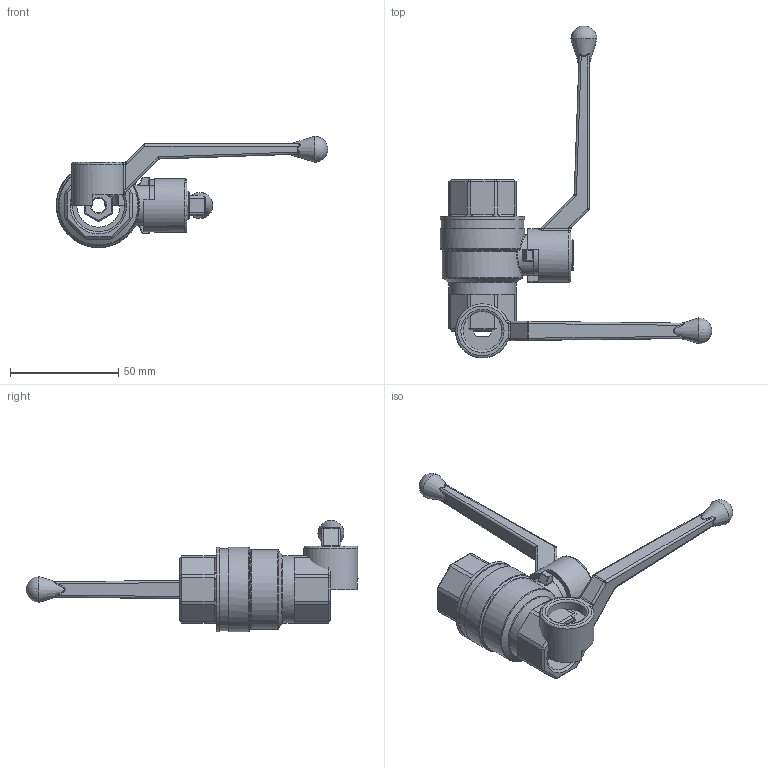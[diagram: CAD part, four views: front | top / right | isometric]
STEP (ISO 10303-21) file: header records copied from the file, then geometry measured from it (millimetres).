
FILE_DESCRIPTION( ( 'Unknown' ), '1' );
FILE_NAME( '2.280.020.stp', 'Unknown', ( 'Unknown' ), ( 'Unknown' ), 'PSStep 13.0', 'Unknown', ' ' );
FILE_SCHEMA( ( 'AUTOMOTIVE_DESIGN { 1 0 10303 214 1 1 1 1 }' ) );
Length unit declared in the file: millimetre
Products named in the file (4): Assem1; Alu-Hebel 3_4 - 1; M8; 2.280.020
Bounding box: 125.46 x 153.44 x 51.5 mm (x, y, z)
Volume: 109833.8 mm3; surface area: 42387.4 mm2
Topology: 6 solids, 6 shells, 532 faces, 1262 edges, 726 vertices
Faces by surface type: plane 278, cylinder 120, bspline 66, sphere 26, torus 24, cone 18
Full cylindrical faces by diameter (mm): 6.647 x2, 8 x2, 18 x4, 19 x2, 19.6 x2, 20 x2, 24.117 x4, 25 x2, 31 x2, 37 x2, 38 x2, 39 x4
Entity records: 12591 total; most frequent: CARTESIAN_POINT 4707, DIRECTION 1188, ORIENTED_EDGE 1150, EDGE_CURVE 575, AXIS2_PLACEMENT_3D 428, VERTEX_POINT 347, LINE 332, VECTOR 332
